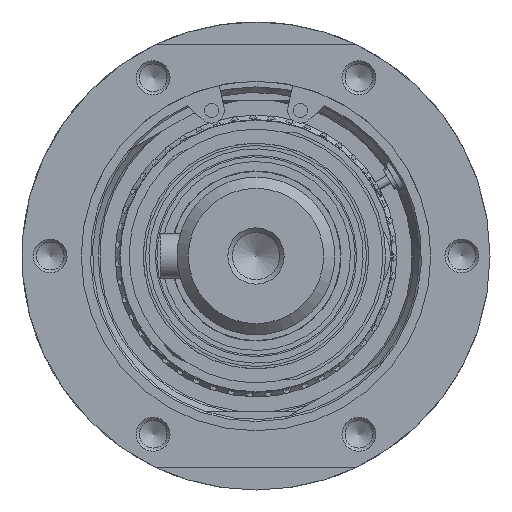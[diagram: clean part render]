
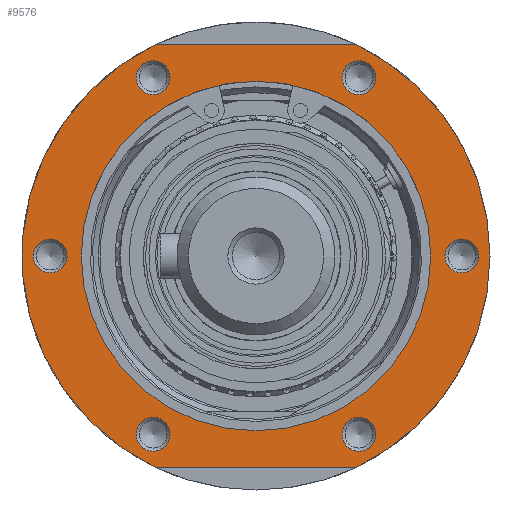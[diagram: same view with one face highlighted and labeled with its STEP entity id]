
A CAD part, left-side view. The second image highlights one B-rep face of the part: STEP entity #9576.
In plain terms, the highlighted planar face has unit normal (-1, 0, 0).
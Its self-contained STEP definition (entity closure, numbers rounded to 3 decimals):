
#248=LINE('',#15098,#815);
#252=LINE('',#15109,#819);
#815=VECTOR('',#11735,10.);
#819=VECTOR('',#11745,10.);
#1647=FACE_BOUND('',#2337,.T.);
#1648=FACE_BOUND('',#2338,.T.);
#1649=FACE_BOUND('',#2339,.T.);
#1650=FACE_BOUND('',#2340,.T.);
#1651=FACE_BOUND('',#2341,.T.);
#1652=FACE_BOUND('',#2342,.T.);
#1653=FACE_BOUND('',#2343,.T.);
#1728=FACE_OUTER_BOUND('',#2336,.T.);
#2336=EDGE_LOOP('',(#6224,#6225,#6226,#6227,#6228));
#2337=EDGE_LOOP('',(#6229));
#2338=EDGE_LOOP('',(#6230));
#2339=EDGE_LOOP('',(#6231));
#2340=EDGE_LOOP('',(#6232,#6233));
#2341=EDGE_LOOP('',(#6234));
#2342=EDGE_LOOP('',(#6235));
#2343=EDGE_LOOP('',(#6236));
#2992=CIRCLE('',#10293,41.5);
#2993=CIRCLE('',#10294,41.5);
#2994=CIRCLE('',#10295,41.5);
#2995=CIRCLE('',#10297,3.);
#2998=CIRCLE('',#10301,3.);
#2999=CIRCLE('',#10302,3.);
#3000=CIRCLE('',#10303,3.);
#3001=CIRCLE('',#10304,31.);
#3002=CIRCLE('',#10305,31.);
#3003=CIRCLE('',#10306,3.);
#3004=CIRCLE('',#10307,3.);
#3760=VERTEX_POINT('',#15095);
#3761=VERTEX_POINT('',#15097);
#3764=VERTEX_POINT('',#15106);
#3765=VERTEX_POINT('',#15108);
#3768=VERTEX_POINT('',#15116);
#3769=VERTEX_POINT('',#15122);
#3772=VERTEX_POINT('',#15130);
#3773=VERTEX_POINT('',#15132);
#3774=VERTEX_POINT('',#15134);
#3775=VERTEX_POINT('',#15136);
#3776=VERTEX_POINT('',#15137);
#3777=VERTEX_POINT('',#15140);
#3778=VERTEX_POINT('',#15142);
#4730=EDGE_CURVE('',#3761,#3760,#248,.T.);
#4735=EDGE_CURVE('',#3765,#3764,#252,.T.);
#4740=EDGE_CURVE('',#3768,#3760,#2992,.T.);
#4741=EDGE_CURVE('',#3761,#3764,#2993,.T.);
#4742=EDGE_CURVE('',#3765,#3768,#2994,.T.);
#4743=EDGE_CURVE('',#3769,#3769,#2995,.T.);
#4747=EDGE_CURVE('',#3772,#3772,#2998,.T.);
#4748=EDGE_CURVE('',#3773,#3773,#2999,.T.);
#4749=EDGE_CURVE('',#3774,#3774,#3000,.T.);
#4750=EDGE_CURVE('',#3775,#3776,#3001,.T.);
#4751=EDGE_CURVE('',#3776,#3775,#3002,.T.);
#4752=EDGE_CURVE('',#3777,#3777,#3003,.T.);
#4753=EDGE_CURVE('',#3778,#3778,#3004,.T.);
#6224=ORIENTED_EDGE('',*,*,#4730,.T.);
#6225=ORIENTED_EDGE('',*,*,#4740,.F.);
#6226=ORIENTED_EDGE('',*,*,#4742,.F.);
#6227=ORIENTED_EDGE('',*,*,#4735,.T.);
#6228=ORIENTED_EDGE('',*,*,#4741,.F.);
#6229=ORIENTED_EDGE('',*,*,#4747,.F.);
#6230=ORIENTED_EDGE('',*,*,#4748,.F.);
#6231=ORIENTED_EDGE('',*,*,#4749,.F.);
#6232=ORIENTED_EDGE('',*,*,#4750,.T.);
#6233=ORIENTED_EDGE('',*,*,#4751,.T.);
#6234=ORIENTED_EDGE('',*,*,#4752,.F.);
#6235=ORIENTED_EDGE('',*,*,#4753,.F.);
#6236=ORIENTED_EDGE('',*,*,#4743,.F.);
#8873=PLANE('',#10300);
#9576=ADVANCED_FACE('',(#1728,#1647,#1648,#1649,#1650,#1651,#1652,#1653),
#8873,.T.);
#10293=AXIS2_PLACEMENT_3D('',#15118,#11754,#11755);
#10294=AXIS2_PLACEMENT_3D('',#15119,#11756,#11757);
#10295=AXIS2_PLACEMENT_3D('',#15120,#11758,#11759);
#10297=AXIS2_PLACEMENT_3D('',#15123,#11762,#11763);
#10300=AXIS2_PLACEMENT_3D('',#15129,#11769,#11770);
#10301=AXIS2_PLACEMENT_3D('',#15131,#11771,#11772);
#10302=AXIS2_PLACEMENT_3D('',#15133,#11773,#11774);
#10303=AXIS2_PLACEMENT_3D('',#15135,#11775,#11776);
#10304=AXIS2_PLACEMENT_3D('',#15138,#11777,#11778);
#10305=AXIS2_PLACEMENT_3D('',#15139,#11779,#11780);
#10306=AXIS2_PLACEMENT_3D('',#15141,#11781,#11782);
#10307=AXIS2_PLACEMENT_3D('',#15143,#11783,#11784);
#11735=DIRECTION('',(0.,-1.,0.));
#11745=DIRECTION('',(0.,1.,0.));
#11754=DIRECTION('center_axis',(1.,0.,0.));
#11755=DIRECTION('ref_axis',(0.,1.,0.));
#11756=DIRECTION('center_axis',(1.,0.,0.));
#11757=DIRECTION('ref_axis',(0.,1.,0.));
#11758=DIRECTION('center_axis',(1.,0.,0.));
#11759=DIRECTION('ref_axis',(0.,1.,0.));
#11762=DIRECTION('center_axis',(-1.,0.,0.));
#11763=DIRECTION('ref_axis',(0.,0.866,0.5));
#11769=DIRECTION('center_axis',(-1.,0.,0.));
#11770=DIRECTION('ref_axis',(0.,0.,1.));
#11771=DIRECTION('center_axis',(-1.,0.,0.));
#11772=DIRECTION('ref_axis',(0.,0.,
1.));
#11773=DIRECTION('center_axis',(-1.,0.,0.));
#11774=DIRECTION('ref_axis',(0.,-0.866,0.5));
#11775=DIRECTION('center_axis',(-1.,0.,0.));
#11776=DIRECTION('ref_axis',(0.,-0.866,-0.5));
#11777=DIRECTION('center_axis',(1.,0.,0.));
#11778=DIRECTION('ref_axis',(0.,1.,0.));
#11779=DIRECTION('center_axis',(1.,0.,0.));
#11780=DIRECTION('ref_axis',(0.,1.,0.));
#11781=DIRECTION('center_axis',(-1.,0.,0.));
#11782=DIRECTION('ref_axis',(0.,0.,-1.));
#11783=DIRECTION('center_axis',(-1.,0.,0.));
#11784=DIRECTION('ref_axis',(0.,0.866,-0.5));
#15095=CARTESIAN_POINT('',(-255.2,-17.776,-37.5));
#15097=CARTESIAN_POINT('',(-255.2,17.776,-37.5));
#15098=CARTESIAN_POINT('',(-255.2,4.214,-37.5));
#15106=CARTESIAN_POINT('',(-255.2,17.776,37.5));
#15108=CARTESIAN_POINT('',(-255.2,-17.776,37.5));
#15109=CARTESIAN_POINT('',(-255.2,32.036,37.5));
#15116=CARTESIAN_POINT('',(-255.2,-41.5,0.));
#15118=CARTESIAN_POINT('Origin',(-255.2,0.,0.));
#15119=CARTESIAN_POINT('Origin',(-255.2,0.,0.));
#15120=CARTESIAN_POINT('Origin',(-255.2,0.,0.));
#15122=CARTESIAN_POINT('',(-255.2,-20.848,30.11));
#15123=CARTESIAN_POINT('Origin',(-255.2,-18.25,31.61));
#15129=CARTESIAN_POINT('Origin',(-255.2,36.25,0.));
#15130=CARTESIAN_POINT('',(-255.2,-36.5,-3.));
#15131=CARTESIAN_POINT('Origin',(-255.2,-36.5,0.));
#15132=CARTESIAN_POINT('',(-255.2,-15.652,-33.11));
#15133=CARTESIAN_POINT('Origin',(-255.2,-18.25,-31.61));
#15134=CARTESIAN_POINT('',(-255.2,20.848,-30.11));
#15135=CARTESIAN_POINT('Origin',(-255.2,18.25,-31.61));
#15136=CARTESIAN_POINT('',(-255.2,31.,0.));
#15137=CARTESIAN_POINT('',(-255.2,-31.,0.));
#15138=CARTESIAN_POINT('Origin',(-255.2,0.,0.));
#15139=CARTESIAN_POINT('Origin',(-255.2,0.,0.));
#15140=CARTESIAN_POINT('',(-255.2,36.5,3.));
#15141=CARTESIAN_POINT('Origin',(-255.2,36.5,0.));
#15142=CARTESIAN_POINT('',(-255.2,15.652,33.11));
#15143=CARTESIAN_POINT('Origin',(-255.2,18.25,31.61));
